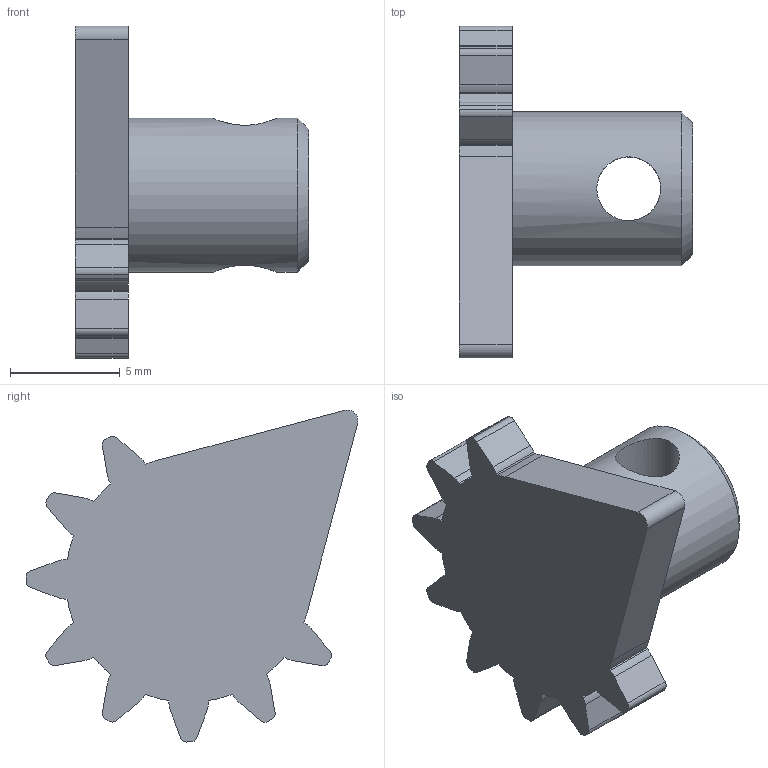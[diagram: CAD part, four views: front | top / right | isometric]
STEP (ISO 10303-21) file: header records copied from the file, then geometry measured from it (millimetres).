
FILE_DESCRIPTION(/* description */ (''),/* implementation_level */ '2;1');
FILE_NAME(/* name */ '21-fire-selector-gear.step',/* time_stamp */ '2022-04-06T21:23:43+01:00',/* author */ (''),/* organization */ (''),/* preprocessor_version */ 'ST-DEVELOPER v18.1',/* originating_system */ 'Autodesk Translation Framework v10.13.0.1454',/* authorisation */ '');
FILE_SCHEMA (('AUTOMOTIVE_DESIGN { 1 0 10303 214 3 1 1 }'));
Length unit declared in the file: millimetre
Products named in the file (1): 4
Bounding box: 10.6 x 15.1 x 15.1 mm (x, y, z)
Volume: 598.6 mm3; surface area: 648.9 mm2
Topology: 1 solids, 1 shells, 90 faces, 260 edges, 173 vertices
Faces by surface type: plane 45, cylinder 44, cone 1
Full cylindrical faces by diameter (mm): 2.9 x1, 7 x1
Entity records: 3089 total; most frequent: CARTESIAN_POINT 590, DIRECTION 527, ORIENTED_EDGE 520, EDGE_CURVE 260, AXIS2_PLACEMENT_3D 178, VERTEX_POINT 173, LINE 171, VECTOR 171
